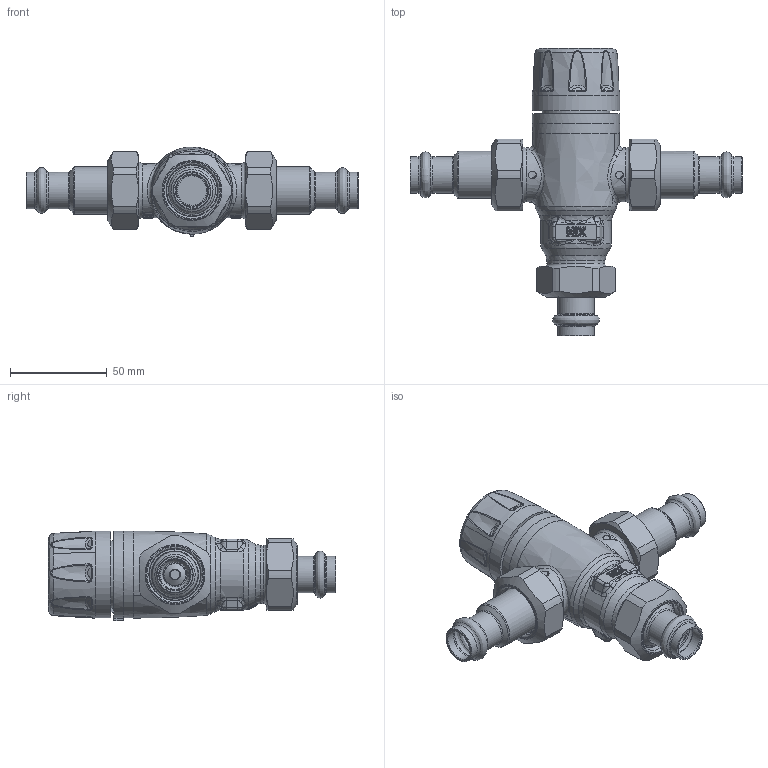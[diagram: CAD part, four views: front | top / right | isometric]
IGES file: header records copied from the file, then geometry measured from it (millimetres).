
Global section: file name: 521406AC_Simplify_1; native system: Autodesk Inventor 2025; preprocessor: unknown; author: ischreiner; date: 20250729.162102; units: inch
Bounding box: 171.55 x 148.73 x 46.48 mm (x, y, z)
Volume: 232709 mm3; surface area: 61813.9 mm2
Topology: 9 solids, 9 shells, 1869 faces, 4687 edges, 2806 vertices
Faces by surface type: bspline 1869
